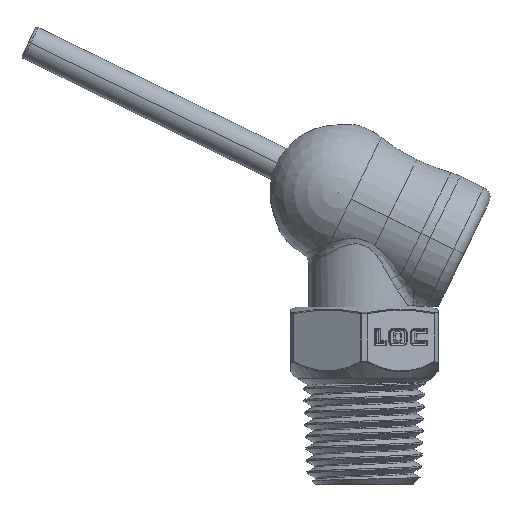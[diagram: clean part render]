
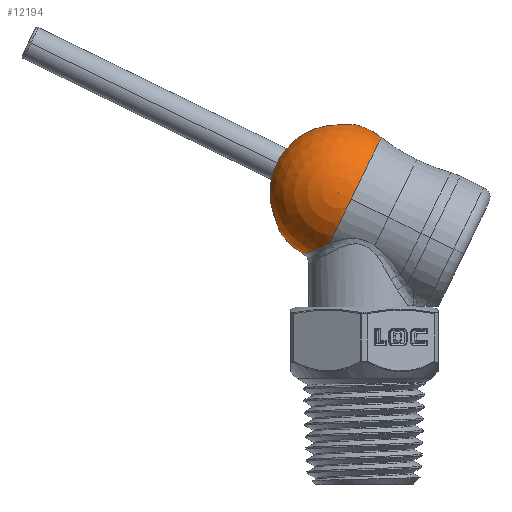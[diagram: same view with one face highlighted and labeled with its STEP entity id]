
A CAD part, top view. The second image highlights one B-rep face of the part: STEP entity #12194.
In plain terms, the highlighted spherical face has radius 8.039 mm.
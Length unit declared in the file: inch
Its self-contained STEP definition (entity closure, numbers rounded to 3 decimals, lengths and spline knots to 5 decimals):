
#1 = EDGE_CURVE ( 'NONE', #9790, #9797, #5031, .T. ) ;
#2077 = CARTESIAN_POINT ( 'NONE',  ( -0.13379, 0.27545, 0.08 ) ) ;
#2078 = CARTESIAN_POINT ( 'NONE',  ( -0.12429, 0.28007, 0.08 ) ) ;
#2079 = CARTESIAN_POINT ( 'NONE',  ( -0.11484, 0.28465, 0.07788 ) ) ;
#2080 = CARTESIAN_POINT ( 'NONE',  ( -0.09754, 0.29306, 0.06989 ) ) ;
#2081 = CARTESIAN_POINT ( 'NONE',  ( -0.08952, 0.29695, 0.06393 ) ) ;
#2082 = CARTESIAN_POINT ( 'NONE',  ( -0.07957, 0.30178, 0.05286 ) ) ;
#2083 = CARTESIAN_POINT ( 'NONE',  ( -0.07653, 0.30326, 0.04874 ) ) ;
#2084 = CARTESIAN_POINT ( 'NONE',  ( -0.06183, 0.3104, 0.00528 ) ) ;
#2085 = CARTESIAN_POINT ( 'NONE',  ( -0.06229, 0.31018, 0.01048 ) ) ;
#2086 = CARTESIAN_POINT ( 'NONE',  ( -0.06412, 0.30929, 0.02069 ) ) ;
#2088 = CARTESIAN_POINT ( 'NONE',  ( -0.07132, 0.30579, 0.04005 ) ) ;
#2090 = CARTESIAN_POINT ( 'NONE',  ( -0.06911, 0.30687, 0.03546 ) ) ;
#2091 = CARTESIAN_POINT ( 'NONE',  ( -0.06183, 0.3104, 0. ) ) ;
#2092 = CARTESIAN_POINT ( 'NONE',  ( -0.0655, 0.30862, 0.02577 ) ) ;
#2876 = AXIS2_PLACEMENT_3D ( 'NONE', #3410, #3409, #3408 ) ;
#2885 = AXIS2_PLACEMENT_3D ( 'NONE', #5871, #5872, #5873 ) ;
#2894 = AXIS2_PLACEMENT_3D ( 'NONE', #5948, #5949, #5950 ) ;
#2896 = AXIS2_PLACEMENT_3D ( 'NONE', #5981, #5982, #5983 ) ;
#3408 = DIRECTION ( 'NONE',  ( 0., 0., 1. ) ) ;
#3409 = DIRECTION ( 'NONE',  ( -1., 0., 0. ) ) ;
#3410 = CARTESIAN_POINT ( 'NONE',  ( 0.06587, 0., 0. ) ) ;
#3473 = CARTESIAN_POINT ( 'NONE',  ( -0.15472, -0.2761, 0. ) ) ;
#3474 = CARTESIAN_POINT ( 'NONE',  ( -0.15472, -0.2761, 0.01056 ) ) ;
#3477 = CARTESIAN_POINT ( 'NONE',  ( -0.15625, -0.27463, 0.02106 ) ) ;
#3478 = CARTESIAN_POINT ( 'NONE',  ( -0.16201, -0.26909, 0.0403 ) ) ;
#3479 = CARTESIAN_POINT ( 'NONE',  ( -0.1663, -0.26496, 0.04921 ) ) ;
#3480 = CARTESIAN_POINT ( 'NONE',  ( -0.17428, -0.25728, 0.06028 ) ) ;
#3481 = CARTESIAN_POINT ( 'NONE',  ( -0.17724, -0.25443, 0.06365 ) ) ;
#3483 = CARTESIAN_POINT ( 'NONE',  ( -0.18351, -0.2484, 0.06945 ) ) ;
#3484 = CARTESIAN_POINT ( 'NONE',  ( -0.18681, -0.24521, 0.0719 ) ) ;
#3486 = CARTESIAN_POINT ( 'NONE',  ( -0.19379, -0.2385, 0.07592 ) ) ;
#3488 = CARTESIAN_POINT ( 'NONE',  ( -0.19745, -0.23498, 0.07745 ) ) ;
#3490 = CARTESIAN_POINT ( 'NONE',  ( -0.21236, -0.22063, 0.08 ) ) ;
#3497 = CARTESIAN_POINT ( 'NONE',  ( -0.20481, -0.22789, 0.07948 ) ) ;
#3498 = CARTESIAN_POINT ( 'NONE',  ( -0.20855, -0.22429, 0.08 ) ) ;
#3501 = CARTESIAN_POINT ( 'NONE',  ( 0.06587, -0.22126, 0.21651 ) ) ;
#3502 = CARTESIAN_POINT ( 'NONE',  ( 0.0598, -0.22856, 0.21089 ) ) ;
#3505 = CARTESIAN_POINT ( 'NONE',  ( 0.05388, -0.23556, 0.2047 ) ) ;
#3506 = CARTESIAN_POINT ( 'NONE',  ( 0.04255, -0.24872, 0.19137 ) ) ;
#3507 = CARTESIAN_POINT ( 'NONE',  ( 0.03714, -0.25491, 0.18421 ) ) ;
#3510 = CARTESIAN_POINT ( 'NONE',  ( 0.0217, -0.27235, 0.16126 ) ) ;
#3511 = CARTESIAN_POINT ( 'NONE',  ( 0.0124, -0.28255, 0.14374 ) ) ;
#3512 = CARTESIAN_POINT ( 'NONE',  ( 0.00108, -0.29483, 0.11562 ) ) ;
#3515 = CARTESIAN_POINT ( 'NONE',  ( -0.00229, -0.29845, 0.1059 ) ) ;
#3516 = CARTESIAN_POINT ( 'NONE',  ( -0.00817, -0.30474, 0.08579 ) ) ;
#3517 = CARTESIAN_POINT ( 'NONE',  ( -0.01069, -0.30742, 0.07531 ) ) ;
#3520 = CARTESIAN_POINT ( 'NONE',  ( -0.01671, -0.31379, 0.04365 ) ) ;
#3522 = CARTESIAN_POINT ( 'NONE',  ( -0.01876, -0.31594, 0. ) ) ;
#3584 = CARTESIAN_POINT ( 'NONE',  ( -0.01876, -0.31594, 0.02207 ) ) ;
#3793 = EDGE_CURVE ( 'NONE', #6733, #6736, #9457, .T. ) ;
#3796 = EDGE_CURVE ( 'NONE', #9798, #6706, #9456, .T. ) ;
#3800 = EDGE_CURVE ( 'NONE', #6736, #6663, #17309, .T. ) ;
#3817 = EDGE_CURVE ( 'NONE', #6663, #6654, #17346, .T. ) ;
#3833 = EDGE_CURVE ( 'NONE', #6654, #9790, #17373, .T. ) ;
#3837 = EDGE_CURVE ( 'NONE', #6733, #6706, #17368, .T. ) ;
#5031 = B_SPLINE_CURVE_WITH_KNOTS ( 'NONE', 3,
 ( #2091, #2084, #2085, #2086, #2092, #2090, #2088, #2083, #2082, #2081, #2080, #2079, #2078, #2077 ),
 .UNSPECIFIED., .F., .F.,
 ( 4, 2, 2, 2, 2, 2, 4 ),
 ( 0., 0.0004, 0.00079, 0.00119, 0.00159, 0.00238, 0.00317 ),
 .UNSPECIFIED. ) ;
#5871 = CARTESIAN_POINT ( 'NONE',  ( 0.06587, 0., 0. ) ) ;
#5872 = DIRECTION ( 'NONE',  ( -1., 0., 0. ) ) ;
#5873 = DIRECTION ( 'NONE',  ( 0., 0., 1. ) ) ;
#5948 = CARTESIAN_POINT ( 'NONE',  ( 0., 0., 0. ) ) ;
#5949 = DIRECTION ( 'NONE',  ( 0., 0., 1. ) ) ;
#5950 = DIRECTION ( 'NONE',  ( 1., 0., 0. ) ) ;
#5981 = CARTESIAN_POINT ( 'NONE',  ( 0., 0., 0. ) ) ;
#5982 = DIRECTION ( 'NONE',  ( 0., 0., -1. ) ) ;
#5983 = DIRECTION ( 'NONE',  ( 0., 1., 0. ) ) ;
#6654 = VERTEX_POINT ( 'NONE', #6893 ) ;
#6663 = VERTEX_POINT ( 'NONE', #6899 ) ;
#6706 = VERTEX_POINT ( 'NONE', #6926 ) ;
#6733 = VERTEX_POINT ( 'NONE', #6943 ) ;
#6736 = VERTEX_POINT ( 'NONE', #6945 ) ;
#6893 = CARTESIAN_POINT ( 'NONE',  ( 0.06587, 0.30957, 0. ) ) ;
#6899 = CARTESIAN_POINT ( 'NONE',  ( 0.06587, 0., 0.30957 ) ) ;
#6926 = CARTESIAN_POINT ( 'NONE',  ( -0.15472, -0.2761, 0. ) ) ;
#6943 = CARTESIAN_POINT ( 'NONE',  ( -0.01876, -0.31594, 0. ) ) ;
#6945 = CARTESIAN_POINT ( 'NONE',  ( 0.06587, -0.22126, 0.21651 ) ) ;
#7739 = CIRCLE ( 'NONE', #14297, 0.30622 ) ;
#8261 = AXIS2_PLACEMENT_3D ( 'NONE', #10903, #10899, #10905 ) ;
#9077 = EDGE_LOOP ( 'NONE', ( #14570, #14571, #14572, #14573, #14562, #14564, #14563, #14565 ) ) ;
#9456 = B_SPLINE_CURVE_WITH_KNOTS ( 'NONE', 3,
 ( #3490, #3498, #3497, #3488, #3486, #3484, #3483, #3481, #3480, #3479, #3478, #3477, #3474, #3473 ),
 .UNSPECIFIED., .F., .F.,
 ( 4, 2, 2, 2, 2, 2, 4 ),
 ( 0., 0.0004, 0.00079, 0.00119, 0.00159, 0.00238, 0.00317 ),
 .UNSPECIFIED. ) ;
#9457 = B_SPLINE_CURVE_WITH_KNOTS ( 'NONE', 3,
 ( #3522, #3584, #3520, #3517, #3516, #3515, #3512, #3511, #3510, #3507, #3506, #3505, #3502, #3501 ),
 .UNSPECIFIED., .F., .F.,
 ( 4, 2, 2, 2, 2, 2, 4 ),
 ( 0.00664, 0.0083, 0.00913, 0.00996, 0.01162, 0.01245, 0.01328 ),
 .UNSPECIFIED. ) ;
#9790 = VERTEX_POINT ( 'NONE', #15348 ) ;
#9797 = VERTEX_POINT ( 'NONE', #15355 ) ;
#9798 = VERTEX_POINT ( 'NONE', #15356 ) ;
#10899 = DIRECTION ( 'NONE',  ( 0., 0., -1. ) ) ;
#10903 = CARTESIAN_POINT ( 'NONE',  ( 0., 0., 0. ) ) ;
#10905 = DIRECTION ( 'NONE',  ( 0., 1., 0. ) ) ;
#11201 = EDGE_CURVE ( 'NONE', #9798, #9797, #7739, .T. ) ;
#12194 = ADVANCED_FACE ( 'NONE', ( #13966 ), #13981, .T. ) ;
#12555 = CARTESIAN_POINT ( 'NONE',  ( 0., 0., 0.08 ) ) ;
#12556 = DIRECTION ( 'NONE',  ( 0., 0., -1. ) ) ;
#12557 = DIRECTION ( 'NONE',  ( 1., 0., 0. ) ) ;
#13966 = FACE_OUTER_BOUND ( 'NONE', #9077, .T. ) ;
#13981 = SPHERICAL_SURFACE ( 'NONE', #8261, 0.3165 ) ;
#14297 = AXIS2_PLACEMENT_3D ( 'NONE', #12555, #12556, #12557 ) ;
#14562 = ORIENTED_EDGE ( 'NONE', *, *, #3833, .T. ) ;
#14563 = ORIENTED_EDGE ( 'NONE', *, *, #11201, .F. ) ;
#14564 = ORIENTED_EDGE ( 'NONE', *, *, #1, .T. ) ;
#14565 = ORIENTED_EDGE ( 'NONE', *, *, #3796, .T. ) ;
#14570 = ORIENTED_EDGE ( 'NONE', *, *, #3837, .F. ) ;
#14571 = ORIENTED_EDGE ( 'NONE', *, *, #3793, .T. ) ;
#14572 = ORIENTED_EDGE ( 'NONE', *, *, #3800, .T. ) ;
#14573 = ORIENTED_EDGE ( 'NONE', *, *, #3817, .T. ) ;
#15348 = CARTESIAN_POINT ( 'NONE',  ( -0.06183, 0.3104, 0. ) ) ;
#15355 = CARTESIAN_POINT ( 'NONE',  ( -0.13379, 0.27545, 0.08 ) ) ;
#15356 = CARTESIAN_POINT ( 'NONE',  ( -0.21236, -0.22063, 0.08 ) ) ;
#17309 = CIRCLE ( 'NONE', #2876, 0.30957 ) ;
#17346 = CIRCLE ( 'NONE', #2885, 0.30957 ) ;
#17368 = CIRCLE ( 'NONE', #2896, 0.3165 ) ;
#17373 = CIRCLE ( 'NONE', #2894, 0.3165 ) ;
